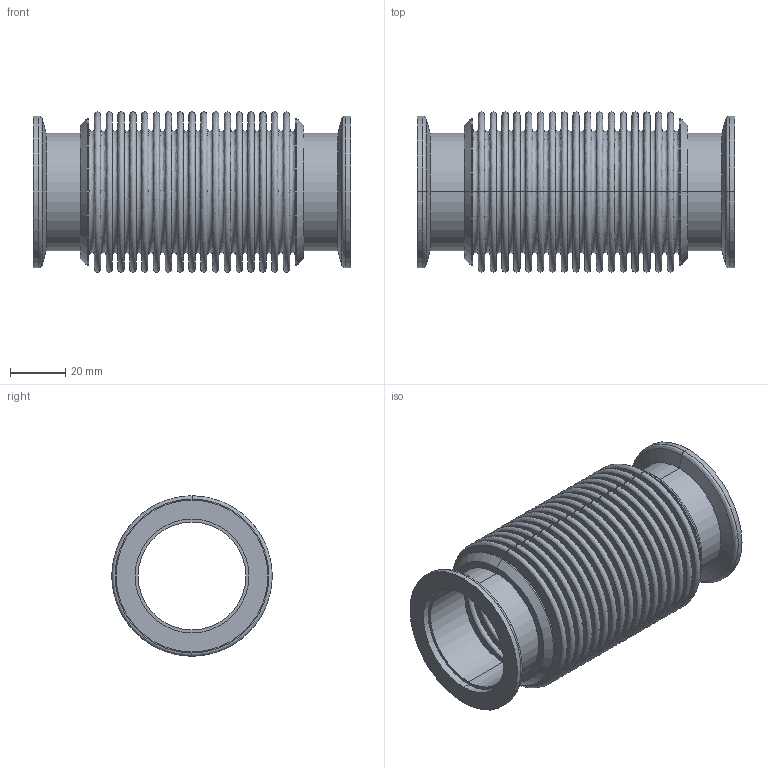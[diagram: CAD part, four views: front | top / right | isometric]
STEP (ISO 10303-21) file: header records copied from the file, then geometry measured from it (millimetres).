
FILE_DESCRIPTION( (''), '2;1');
FILE_NAME ('CAD716.2340.KF40_26898.stp','2017-01-24T16:49:04',(''),(''),'spGate 12.6.6','','');
FILE_SCHEMA (('AUTOMOTIVE_DESIGN'));
Length unit declared in the file: millimetre
Products named in the file (4): Assembly; KF40-1; KF40-2L; KF40-2R
Assembly tree (3 placements, depth 2):
  Assembly
    KF40-1
    KF40-2L
    KF40-2R
Bounding box: 115 x 58 x 58 mm (x, y, z)
Volume: 26492.9 mm3; surface area: 110561.4 mm2
Topology: 3 solids, 3 shells, 256 faces, 512 edges, 336 vertices
Faces by surface type: bspline 152, plane 80, cylinder 24
Entity records: 14592 total; most frequent: CARTESIAN_POINT 5308, ORIENTED_EDGE 1024, DIRECTION 896, COLOUR_RGB 771, PRESENTATION_STYLE_ASSIGNMENT 771, STYLED_ITEM 771, EDGE_CURVE 512, DRAUGHTING_PRE_DEFINED_CURVE_FONT 512
